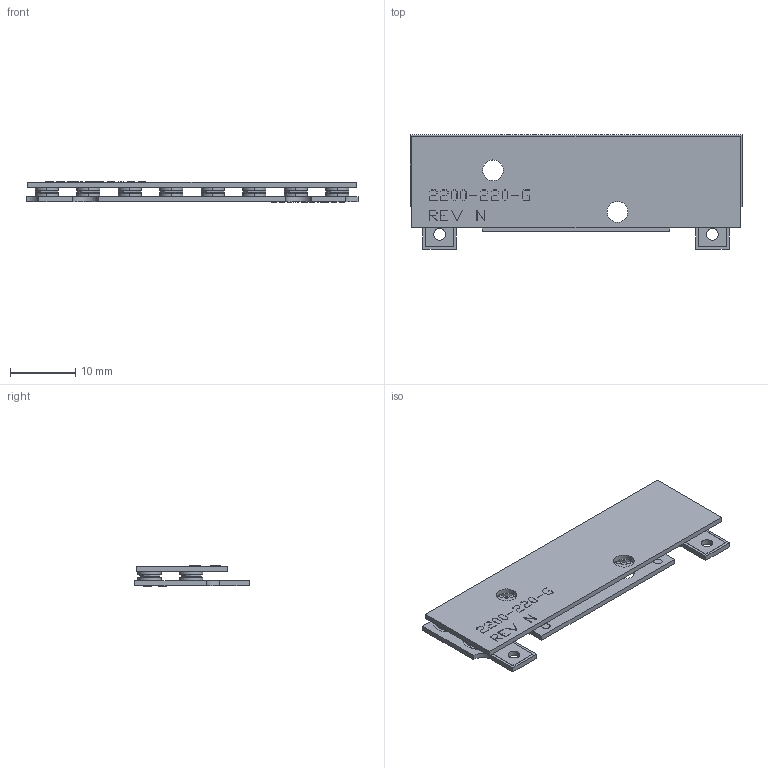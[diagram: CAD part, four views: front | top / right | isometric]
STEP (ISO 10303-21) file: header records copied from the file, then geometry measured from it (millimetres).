
FILE_DESCRIPTION (( 'STEP AP214' ), '1' );
FILE_NAME ('2250-461-2-E.STEP', '2019-01-25T20:27:50', ( '' ), ( '' ), 'SwSTEP 2.0', 'SolidWorks 2018', '' );
FILE_SCHEMA (( 'AUTOMOTIVE_DESIGN' ));
Length unit declared in the file: inch
Products named in the file (56): Copper Header^3201-065; SASD^3201-065; 2250-461-2-E; 2200-220; 2200-219; 3201-065
Assembly tree (21 placements, depth 3):
  Copper Header^3201-065
  Copper Header^3201-065
  Copper Header^3201-065
  SASD^3201-065
  SASD^3201-065
Bounding box: 50.8 x 17.56 x 3.07 mm (x, y, z)
Volume: 1329.1 mm3; surface area: 4207.7 mm2
Topology: 50 solids, 50 shells, 986 faces, 2397 edges, 1566 vertices
Faces by surface type: plane 849, cylinder 137
Entity records: 28795 total; most frequent: CARTESIAN_POINT 3611, ORIENTED_EDGE 3522, DIRECTION 3267, EDGE_CURVE 1761, LINE 1611, VECTOR 1611, VERTEX_POINT 1172, AXIS2_PLACEMENT_3D 828
